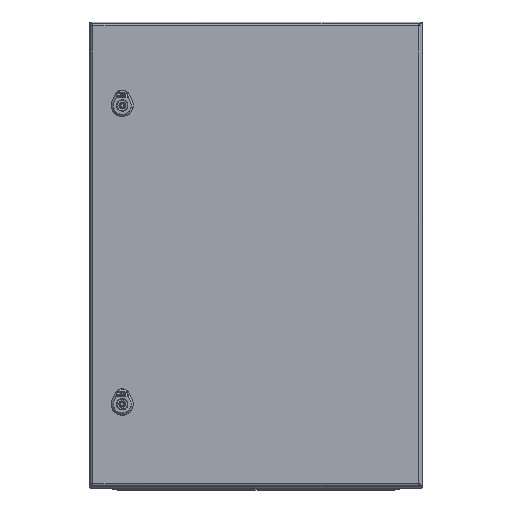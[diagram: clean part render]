
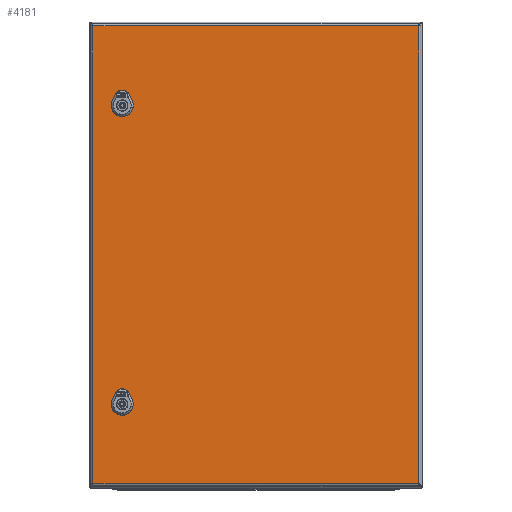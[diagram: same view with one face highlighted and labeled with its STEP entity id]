
A CAD part, top view. The second image highlights one B-rep face of the part: STEP entity #4181.
In plain terms, the highlighted face is planar.
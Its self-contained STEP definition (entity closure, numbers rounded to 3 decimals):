
#725=FACE_BOUND('',#6503,.T.);
#726=FACE_BOUND('',#6504,.T.);
#727=FACE_BOUND('',#6505,.T.);
#4181=ADVANCED_FACE('',(#725,#726,#727),#4962,.F.);
#4962=PLANE('',#20027);
#6503=EDGE_LOOP('',(#10398,#10399,#10400,#10401,#10402,#10403,#10404,#10405));
#6504=EDGE_LOOP('',(#10406,#10407,#10408,#10409,#10410,#10411,#10412,#10413));
#6505=EDGE_LOOP('',(#10414,#10415,#10416,#10417));
#7636=CIRCLE('',#20019,11.25);
#7637=CIRCLE('',#20020,11.25);
#7638=CIRCLE('',#20021,11.25);
#7639=CIRCLE('',#20022,11.25);
#7640=CIRCLE('',#20023,11.25);
#7641=CIRCLE('',#20024,11.25);
#7642=CIRCLE('',#20025,11.25);
#7643=CIRCLE('',#20026,11.25);
#10398=ORIENTED_EDGE('',*,*,#15620,.T.);
#10399=ORIENTED_EDGE('',*,*,#15621,.T.);
#10400=ORIENTED_EDGE('',*,*,#15622,.T.);
#10401=ORIENTED_EDGE('',*,*,#15623,.T.);
#10402=ORIENTED_EDGE('',*,*,#15624,.T.);
#10403=ORIENTED_EDGE('',*,*,#15625,.T.);
#10404=ORIENTED_EDGE('',*,*,#15626,.T.);
#10405=ORIENTED_EDGE('',*,*,#15627,.T.);
#10406=ORIENTED_EDGE('',*,*,#15628,.T.);
#10407=ORIENTED_EDGE('',*,*,#15629,.T.);
#10408=ORIENTED_EDGE('',*,*,#15630,.T.);
#10409=ORIENTED_EDGE('',*,*,#15631,.T.);
#10410=ORIENTED_EDGE('',*,*,#15632,.T.);
#10411=ORIENTED_EDGE('',*,*,#15633,.T.);
#10412=ORIENTED_EDGE('',*,*,#15634,.T.);
#10413=ORIENTED_EDGE('',*,*,#15635,.T.);
#10414=ORIENTED_EDGE('',*,*,#15636,.T.);
#10415=ORIENTED_EDGE('',*,*,#15637,.T.);
#10416=ORIENTED_EDGE('',*,*,#15638,.T.);
#10417=ORIENTED_EDGE('',*,*,#15639,.T.);
#13735=VERTEX_POINT('',#32643);
#13736=VERTEX_POINT('',#32644);
#13737=VERTEX_POINT('',#32646);
#13738=VERTEX_POINT('',#32648);
#13739=VERTEX_POINT('',#32650);
#13740=VERTEX_POINT('',#32652);
#13741=VERTEX_POINT('',#32654);
#13742=VERTEX_POINT('',#32656);
#13743=VERTEX_POINT('',#32659);
#13744=VERTEX_POINT('',#32660);
#13745=VERTEX_POINT('',#32662);
#13746=VERTEX_POINT('',#32664);
#13747=VERTEX_POINT('',#32666);
#13748=VERTEX_POINT('',#32668);
#13749=VERTEX_POINT('',#32670);
#13750=VERTEX_POINT('',#32672);
#13751=VERTEX_POINT('',#32675);
#13752=VERTEX_POINT('',#32676);
#13753=VERTEX_POINT('',#32678);
#13754=VERTEX_POINT('',#32680);
#15620=EDGE_CURVE('',#13735,#13736,#17461,.T.);
#15621=EDGE_CURVE('',#13736,#13737,#7636,.T.);
#15622=EDGE_CURVE('',#13737,#13738,#17462,.T.);
#15623=EDGE_CURVE('',#13738,#13739,#7637,.T.);
#15624=EDGE_CURVE('',#13739,#13740,#17463,.T.);
#15625=EDGE_CURVE('',#13740,#13741,#7638,.T.);
#15626=EDGE_CURVE('',#13741,#13742,#17464,.T.);
#15627=EDGE_CURVE('',#13742,#13735,#7639,.T.);
#15628=EDGE_CURVE('',#13743,#13744,#17465,.T.);
#15629=EDGE_CURVE('',#13744,#13745,#7640,.T.);
#15630=EDGE_CURVE('',#13745,#13746,#17466,.T.);
#15631=EDGE_CURVE('',#13746,#13747,#7641,.T.);
#15632=EDGE_CURVE('',#13747,#13748,#17467,.T.);
#15633=EDGE_CURVE('',#13748,#13749,#7642,.T.);
#15634=EDGE_CURVE('',#13749,#13750,#17468,.T.);
#15635=EDGE_CURVE('',#13750,#13743,#7643,.T.);
#15636=EDGE_CURVE('',#13751,#13752,#17469,.T.);
#15637=EDGE_CURVE('',#13752,#13753,#17470,.T.);
#15638=EDGE_CURVE('',#13753,#13754,#17471,.T.);
#15639=EDGE_CURVE('',#13754,#13751,#17472,.T.);
#17461=LINE('',#32642,#18675);
#17462=LINE('',#32647,#18676);
#17463=LINE('',#32651,#18677);
#17464=LINE('',#32655,#18678);
#17465=LINE('',#32658,#18679);
#17466=LINE('',#32663,#18680);
#17467=LINE('',#32667,#18681);
#17468=LINE('',#32671,#18682);
#17469=LINE('',#32674,#18683);
#17470=LINE('',#32677,#18684);
#17471=LINE('',#32679,#18685);
#17472=LINE('',#32681,#18686);
#18675=VECTOR('',#22783,1.);
#18676=VECTOR('',#22786,1.);
#18677=VECTOR('',#22789,1.);
#18678=VECTOR('',#22792,1.);
#18679=VECTOR('',#22795,1.);
#18680=VECTOR('',#22798,1.);
#18681=VECTOR('',#22801,1.);
#18682=VECTOR('',#22804,1.);
#18683=VECTOR('',#22807,1.);
#18684=VECTOR('',#22808,1.);
#18685=VECTOR('',#22809,1.);
#18686=VECTOR('',#22810,1.);
#20019=AXIS2_PLACEMENT_3D('',#32645,#22784,#22785);
#20020=AXIS2_PLACEMENT_3D('',#32649,#22787,#22788);
#20021=AXIS2_PLACEMENT_3D('',#32653,#22790,#22791);
#20022=AXIS2_PLACEMENT_3D('',#32657,#22793,#22794);
#20023=AXIS2_PLACEMENT_3D('',#32661,#22796,#22797);
#20024=AXIS2_PLACEMENT_3D('',#32665,#22799,#22800);
#20025=AXIS2_PLACEMENT_3D('',#32669,#22802,#22803);
#20026=AXIS2_PLACEMENT_3D('',#32673,#22805,#22806);
#20027=AXIS2_PLACEMENT_3D('',#32682,#22811,#22812);
#22783=DIRECTION('',(-1.,0.,0.));
#22784=DIRECTION('',(0.,0.,1.));
#22785=DIRECTION('',(1.,0.,0.));
#22786=DIRECTION('',(0.,-1.,0.));
#22787=DIRECTION('',(0.,0.,1.));
#22788=DIRECTION('',(1.,0.,0.));
#22789=DIRECTION('',(1.,0.,0.));
#22790=DIRECTION('',(0.,0.,1.));
#22791=DIRECTION('',(1.,0.,0.));
#22792=DIRECTION('',(0.,1.,0.));
#22793=DIRECTION('',(0.,0.,1.));
#22794=DIRECTION('',(1.,0.,0.));
#22795=DIRECTION('',(-1.,0.,0.));
#22796=DIRECTION('',(0.,0.,1.));
#22797=DIRECTION('',(1.,0.,0.));
#22798=DIRECTION('',(0.,-1.,0.));
#22799=DIRECTION('',(0.,0.,1.));
#22800=DIRECTION('',(1.,0.,0.));
#22801=DIRECTION('',(1.,0.,0.));
#22802=DIRECTION('',(0.,0.,1.));
#22803=DIRECTION('',(1.,0.,0.));
#22804=DIRECTION('',(0.,1.,0.));
#22805=DIRECTION('',(0.,0.,1.));
#22806=DIRECTION('',(1.,0.,0.));
#22807=DIRECTION('',(0.,1.,0.));
#22808=DIRECTION('',(1.,0.,0.));
#22809=DIRECTION('',(0.,-1.,0.));
#22810=DIRECTION('',(-1.,0.,0.));
#22811=DIRECTION('',(0.,0.,1.));
#22812=DIRECTION('',(-1.,0.,0.));
#32642=CARTESIAN_POINT('',(-245.75,-214.3,0.));
#32643=CARTESIAN_POINT('',(205.496,-214.3,0.));
#32644=CARTESIAN_POINT('',(196.004,-214.3,0.));
#32645=CARTESIAN_POINT('',(200.75,-224.5,0.));
#32646=CARTESIAN_POINT('',(190.55,-219.754,0.));
#32647=CARTESIAN_POINT('',(190.55,-345.,0.));
#32648=CARTESIAN_POINT('',(190.55,-229.246,0.));
#32649=CARTESIAN_POINT('',(200.75,-224.5,0.));
#32650=CARTESIAN_POINT('',(196.004,-234.7,0.));
#32651=CARTESIAN_POINT('',(-245.75,-234.7,0.));
#32652=CARTESIAN_POINT('',(205.496,-234.7,0.));
#32653=CARTESIAN_POINT('',(200.75,-224.5,0.));
#32654=CARTESIAN_POINT('',(210.95,-229.246,0.));
#32655=CARTESIAN_POINT('',(210.95,-345.,0.));
#32656=CARTESIAN_POINT('',(210.95,-219.754,0.));
#32657=CARTESIAN_POINT('',(200.75,-224.5,0.));
#32658=CARTESIAN_POINT('',(-245.75,234.7,0.));
#32659=CARTESIAN_POINT('',(205.496,234.7,0.));
#32660=CARTESIAN_POINT('',(196.004,234.7,0.));
#32661=CARTESIAN_POINT('',(200.75,224.5,0.));
#32662=CARTESIAN_POINT('',(190.55,229.246,0.));
#32663=CARTESIAN_POINT('',(190.55,-345.,0.));
#32664=CARTESIAN_POINT('',(190.55,219.754,0.));
#32665=CARTESIAN_POINT('',(200.75,224.5,0.));
#32666=CARTESIAN_POINT('',(196.004,214.3,0.));
#32667=CARTESIAN_POINT('',(-245.75,214.3,0.));
#32668=CARTESIAN_POINT('',(205.496,214.3,0.));
#32669=CARTESIAN_POINT('',(200.75,224.5,0.));
#32670=CARTESIAN_POINT('',(210.95,219.754,0.));
#32671=CARTESIAN_POINT('',(210.95,-345.,0.));
#32672=CARTESIAN_POINT('',(210.95,229.246,0.));
#32673=CARTESIAN_POINT('',(200.75,224.5,0.));
#32674=CARTESIAN_POINT('',(-244.75,-345.,0.));
#32675=CARTESIAN_POINT('',(-244.75,-344.,0.));
#32676=CARTESIAN_POINT('',(-244.75,344.,0.));
#32677=CARTESIAN_POINT('',(-245.75,344.,0.));
#32678=CARTESIAN_POINT('',(244.75,344.,0.));
#32679=CARTESIAN_POINT('',(244.75,-345.,0.));
#32680=CARTESIAN_POINT('',(244.75,-344.,0.));
#32681=CARTESIAN_POINT('',(-245.75,-344.,0.));
#32682=CARTESIAN_POINT('',(-245.75,-345.,0.));
